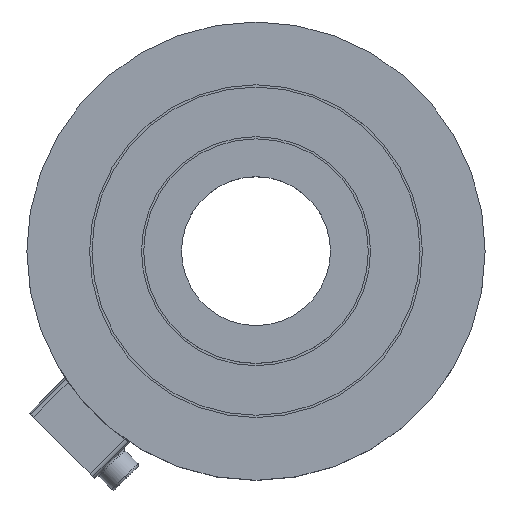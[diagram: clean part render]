
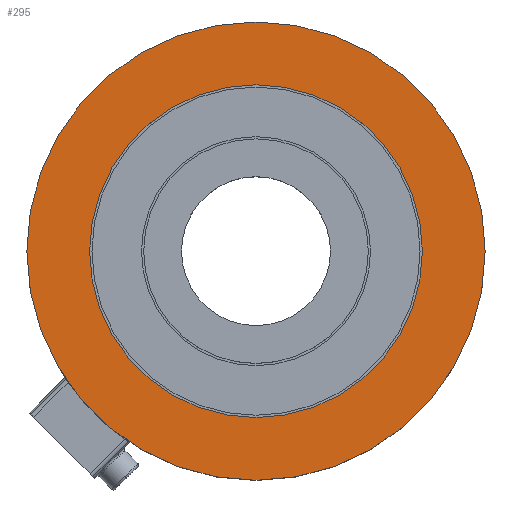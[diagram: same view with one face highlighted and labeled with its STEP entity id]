
A CAD part, top view. The second image highlights one B-rep face of the part: STEP entity #295.
In plain terms, the highlighted planar face has unit normal (0, 0, 1).
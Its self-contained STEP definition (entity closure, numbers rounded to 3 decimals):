
#295=ADVANCED_FACE('4:246',(#625,#626),#627,.T.);
#625=FACE_BOUND('',#1025,.T.);
#626=FACE_OUTER_BOUND('',#1026,.T.);
#627=PLANE('',#1027);
#1025=EDGE_LOOP('',(#1652,#1653));
#1026=EDGE_LOOP('',(#1654,#1655));
#1027=AXIS2_PLACEMENT_3D('',#1656,#1657,#1658);
#1652=ORIENTED_EDGE('',*,*,#2534,.T.);
#1653=ORIENTED_EDGE('',*,*,#2535,.T.);
#1654=ORIENTED_EDGE('',*,*,#2494,.T.);
#1655=ORIENTED_EDGE('',*,*,#2536,.T.);
#1656=CARTESIAN_POINT('',(0.0,0.0,-6.0));
#1657=DIRECTION('',(0.0,0.0,1.0));
#1658=DIRECTION('',(1.0,0.0,0.0));
#2494=EDGE_CURVE('0:102',#2964,#2961,#2965,.T.);
#2534=EDGE_CURVE('6:2771',#3026,#3027,#3028,.T.);
#2535=EDGE_CURVE('',#3027,#3026,#3029,.T.);
#2536=EDGE_CURVE('',#2961,#2964,#3030,.T.);
#2961=VERTEX_POINT('',#3604);
#2964=VERTEX_POINT('',#3608);
#2965=CIRCLE('',#3609,100.0);
#3026=VERTEX_POINT('',#3718);
#3027=VERTEX_POINT('',#3719);
#3028=CIRCLE('',#3720,72.6);
#3029=CIRCLE('',#3721,72.6);
#3030=CIRCLE('',#3722,100.0);
#3604=CARTESIAN_POINT('',(100.0,0.,-6.0));
#3608=CARTESIAN_POINT('',(-100.0,0.,-6.0));
#3609=AXIS2_PLACEMENT_3D('',#4590,#4591,#4592);
#3718=CARTESIAN_POINT('',(0.,-72.6,-6.0));
#3719=CARTESIAN_POINT('',(0.,72.6,-6.0));
#3720=AXIS2_PLACEMENT_3D('',#4654,#4655,#4656);
#3721=AXIS2_PLACEMENT_3D('',#4657,#4658,#4659);
#3722=AXIS2_PLACEMENT_3D('',#4660,#4661,#4662);
#4590=CARTESIAN_POINT('',(0.0,0.0,-6.0));
#4591=DIRECTION('',(0.0,0.0,1.0));
#4592=DIRECTION('',(1.0,0.0,0.0));
#4654=CARTESIAN_POINT('',(0.0,0.0,-6.0));
#4655=DIRECTION('',(0.0,0.0,-1.0));
#4656=DIRECTION('',(0.0,1.0,0.0));
#4657=CARTESIAN_POINT('',(0.0,0.0,-6.0));
#4658=DIRECTION('',(0.0,0.0,-1.0));
#4659=DIRECTION('',(0.0,1.0,0.0));
#4660=CARTESIAN_POINT('',(0.0,0.0,-6.0));
#4661=DIRECTION('',(0.0,0.0,1.0));
#4662=DIRECTION('',(1.0,0.0,0.0));
